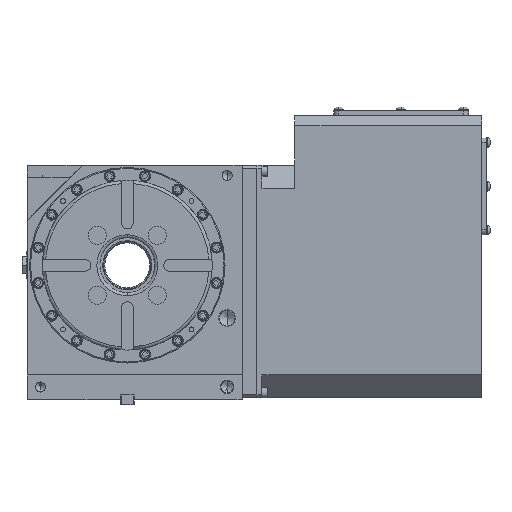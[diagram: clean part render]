
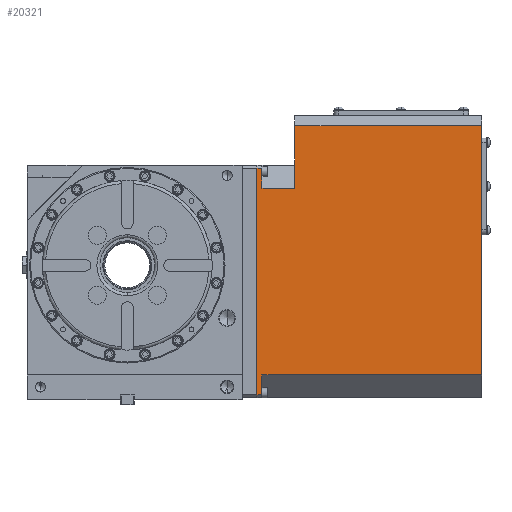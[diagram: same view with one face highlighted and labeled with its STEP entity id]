
A CAD part, front view. The second image highlights one B-rep face of the part: STEP entity #20321.
In plain terms, the highlighted planar face has unit normal (0, -1, 0).
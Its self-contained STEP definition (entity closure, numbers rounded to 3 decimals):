
#829 = DIRECTION ( 'NONE',  ( 1., 0., 0. ) ) ;
#1068 = CARTESIAN_POINT ( 'NONE',  ( 135., -72., -130. ) ) ;
#1081 = VERTEX_POINT ( 'NONE', #22489 ) ;
#1947 = ORIENTED_EDGE ( 'NONE', *, *, #10359, .T. ) ;
#2879 = PLANE ( 'NONE',  #16485 ) ;
#3255 = CARTESIAN_POINT ( 'NONE',  ( 135., -72., 77. ) ) ;
#3656 = CARTESIAN_POINT ( 'NONE',  ( 130., -72., -130. ) ) ;
#4589 = VERTEX_POINT ( 'NONE', #23381 ) ;
#5727 = LINE ( 'NONE', #20583, #26312 ) ;
#5884 = DIRECTION ( 'NONE',  ( 1., 0., 0. ) ) ;
#6633 = CARTESIAN_POINT ( 'NONE',  ( 168., -72., 97. ) ) ;
#7086 = EDGE_CURVE ( 'NONE', #19814, #27502, #42839, .T. ) ;
#9263 = CARTESIAN_POINT ( 'NONE',  ( 130., -72., 97. ) ) ;
#10359 = EDGE_CURVE ( 'NONE', #38436, #25123, #35226, .T. ) ;
#11277 = VECTOR ( 'NONE', #32591, 1000. ) ;
#11327 = DIRECTION ( 'NONE',  ( 1., 0., 0. ) ) ;
#11622 = CARTESIAN_POINT ( 'NONE',  ( 135., -72., -110. ) ) ;
#12272 = LINE ( 'NONE', #6633, #38073 ) ;
#14123 = CARTESIAN_POINT ( 'NONE',  ( 135., -72., -130. ) ) ;
#15805 = VERTEX_POINT ( 'NONE', #11622 ) ;
#16485 = AXIS2_PLACEMENT_3D ( 'NONE', #3656, #32910, #11327 ) ;
#17064 = ORIENTED_EDGE ( 'NONE', *, *, #22194, .T. ) ;
#17796 = FACE_OUTER_BOUND ( 'NONE', #23519, .T. ) ;
#18924 = ORIENTED_EDGE ( 'NONE', *, *, #43604, .T. ) ;
#19354 = CARTESIAN_POINT ( 'NONE',  ( 130., -71.999, 21.333 ) ) ;
#19814 = VERTEX_POINT ( 'NONE', #3255 ) ;
#20026 = DIRECTION ( 'NONE',  ( 0., 0., 1. ) ) ;
#20321 = ADVANCED_FACE ( 'NONE', ( #17796 ), #2879, .F. ) ;
#20583 = CARTESIAN_POINT ( 'NONE',  ( 135., -72., 77. ) ) ;
#21323 = ORIENTED_EDGE ( 'NONE', *, *, #23938, .T. ) ;
#22194 = EDGE_CURVE ( 'NONE', #15805, #46579, #46361, .T. ) ;
#22279 = VECTOR ( 'NONE', #32494, 1000. ) ;
#22489 = CARTESIAN_POINT ( 'NONE',  ( 355., -72., 140. ) ) ;
#23381 = CARTESIAN_POINT ( 'NONE',  ( 130., -71.999, 97. ) ) ;
#23519 = EDGE_LOOP ( 'NONE', ( #39198, #17064, #21323, #18924, #39931, #32696, #27875, #29544, #39175, #1947 ) ) ;
#23923 = DIRECTION ( 'NONE',  ( 1., 0., 0. ) ) ;
#23938 = EDGE_CURVE ( 'NONE', #46579, #1081, #34261, .T. ) ;
#25111 = VECTOR ( 'NONE', #829, 1000. ) ;
#25123 = VERTEX_POINT ( 'NONE', #1068 ) ;
#25406 = CARTESIAN_POINT ( 'NONE',  ( 135., -72., 77. ) ) ;
#26312 = VECTOR ( 'NONE', #5884, 1000. ) ;
#26585 = CARTESIAN_POINT ( 'NONE',  ( 135., -72., 97. ) ) ;
#27502 = VERTEX_POINT ( 'NONE', #26585 ) ;
#27875 = ORIENTED_EDGE ( 'NONE', *, *, #7086, .T. ) ;
#28001 = LINE ( 'NONE', #14123, #22279 ) ;
#29544 = ORIENTED_EDGE ( 'NONE', *, *, #30132, .F. ) ;
#29580 = CARTESIAN_POINT ( 'NONE',  ( 168., -72., 140. ) ) ;
#29980 = CARTESIAN_POINT ( 'NONE',  ( 355., -72., -110. ) ) ;
#29997 = EDGE_CURVE ( 'NONE', #38436, #4589, #36654, .T. ) ;
#30132 = EDGE_CURVE ( 'NONE', #4589, #27502, #38772, .T. ) ;
#31311 = EDGE_CURVE ( 'NONE', #33406, #43198, #12272, .T. ) ;
#31852 = CARTESIAN_POINT ( 'NONE',  ( 355., -72., 140. ) ) ;
#32494 = DIRECTION ( 'NONE',  ( 0., 0., 1. ) ) ;
#32591 = DIRECTION ( 'NONE',  ( 0., 0., 1. ) ) ;
#32696 = ORIENTED_EDGE ( 'NONE', *, *, #41919, .F. ) ;
#32910 = DIRECTION ( 'NONE',  ( 0., 1., 0. ) ) ;
#33406 = VERTEX_POINT ( 'NONE', #41423 ) ;
#33604 = CARTESIAN_POINT ( 'NONE',  ( 135., -72., -110. ) ) ;
#34261 = LINE ( 'NONE', #45694, #45228 ) ;
#34366 = CARTESIAN_POINT ( 'NONE',  ( 130., -71.999, -54.333 ) ) ;
#35226 = LINE ( 'NONE', #45892, #42741 ) ;
#35405 = DIRECTION ( 'NONE',  ( -1., 0., 0. ) ) ;
#36654 = B_SPLINE_CURVE_WITH_KNOTS ( 'NONE', 3,
 ( #38115, #34366, #19354, #45028 ),
 .UNSPECIFIED., .F., .F.,
 ( 4, 4 ),
 ( 0., 1. ),
 .UNSPECIFIED. ) ;
#38073 = VECTOR ( 'NONE', #46672, 1000. ) ;
#38115 = CARTESIAN_POINT ( 'NONE',  ( 130., -72., -130. ) ) ;
#38436 = VERTEX_POINT ( 'NONE', #46234 ) ;
#38772 = LINE ( 'NONE', #9263, #42227 ) ;
#39175 = ORIENTED_EDGE ( 'NONE', *, *, #29997, .F. ) ;
#39198 = ORIENTED_EDGE ( 'NONE', *, *, #42449, .T. ) ;
#39931 = ORIENTED_EDGE ( 'NONE', *, *, #31311, .F. ) ;
#41423 = CARTESIAN_POINT ( 'NONE',  ( 168., -72., 77. ) ) ;
#41919 = EDGE_CURVE ( 'NONE', #19814, #33406, #5727, .T. ) ;
#42227 = VECTOR ( 'NONE', #45801, 1000. ) ;
#42449 = EDGE_CURVE ( 'NONE', #25123, #15805, #28001, .T. ) ;
#42741 = VECTOR ( 'NONE', #23923, 1000. ) ;
#42839 = LINE ( 'NONE', #25406, #11277 ) ;
#43198 = VERTEX_POINT ( 'NONE', #29580 ) ;
#43604 = EDGE_CURVE ( 'NONE', #1081, #43198, #45178, .T. ) ;
#44052 = VECTOR ( 'NONE', #35405, 1000. ) ;
#45028 = CARTESIAN_POINT ( 'NONE',  ( 130., -71.999, 97. ) ) ;
#45178 = LINE ( 'NONE', #31852, #44052 ) ;
#45228 = VECTOR ( 'NONE', #20026, 1000. ) ;
#45694 = CARTESIAN_POINT ( 'NONE',  ( 355., -72., -110. ) ) ;
#45801 = DIRECTION ( 'NONE',  ( 1., 0., 0. ) ) ;
#45892 = CARTESIAN_POINT ( 'NONE',  ( 130., -72., -130. ) ) ;
#46234 = CARTESIAN_POINT ( 'NONE',  ( 130., -72., -130. ) ) ;
#46361 = LINE ( 'NONE', #33604, #25111 ) ;
#46579 = VERTEX_POINT ( 'NONE', #29980 ) ;
#46672 = DIRECTION ( 'NONE',  ( 0., 0., 1. ) ) ;
